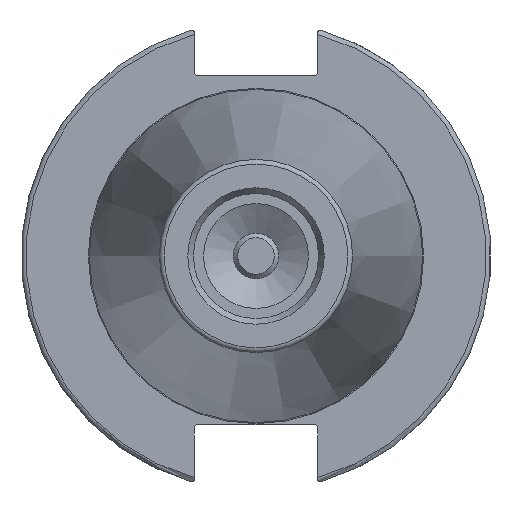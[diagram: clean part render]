
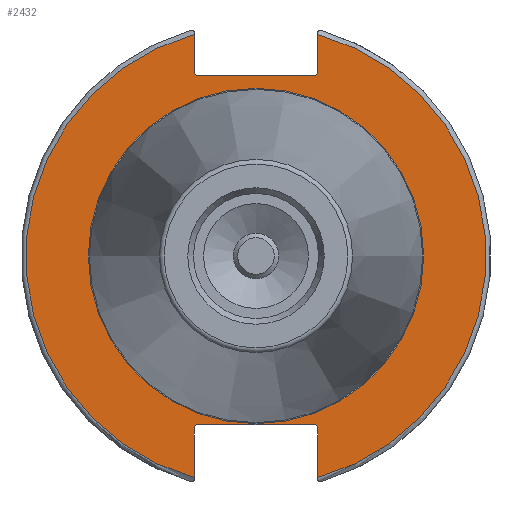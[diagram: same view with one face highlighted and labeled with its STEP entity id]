
A CAD part, left-side view. The second image highlights one B-rep face of the part: STEP entity #2432.
In plain terms, the highlighted planar face has unit normal (-1, 0, 0).
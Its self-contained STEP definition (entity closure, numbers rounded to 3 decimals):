
#563=FACE_BOUND('',#852,.T.);
#593=CIRCLE('',#2761,35.125);
#595=CIRCLE('',#2764,48.213);
#596=CIRCLE('',#2765,48.213);
#726=FACE_OUTER_BOUND('',#851,.T.);
#851=EDGE_LOOP('',(#1823,#1824,#1825,#1826,#1827,#1828,#1829,#1830,#1831,
#1832,#1833,#1834));
#852=EDGE_LOOP('',(#1835));
#988=LINE('',#3801,#1137);
#989=LINE('',#3803,#1138);
#990=LINE('',#3805,#1139);
#991=LINE('',#3807,#1140);
#992=LINE('',#3809,#1141);
#993=LINE('',#3813,#1142);
#994=LINE('',#3815,#1143);
#995=LINE('',#3817,#1144);
#996=LINE('',#3819,#1145);
#997=LINE('',#3820,#1146);
#1137=VECTOR('',#3099,10.);
#1138=VECTOR('',#3100,10.);
#1139=VECTOR('',#3101,10.);
#1140=VECTOR('',#3102,10.);
#1141=VECTOR('',#3103,10.);
#1142=VECTOR('',#3106,10.);
#1143=VECTOR('',#3107,10.);
#1144=VECTOR('',#3108,10.);
#1145=VECTOR('',#3109,10.);
#1146=VECTOR('',#3110,10.);
#1291=VERTEX_POINT('',#3792);
#1292=VERTEX_POINT('',#3797);
#1293=VERTEX_POINT('',#3798);
#1294=VERTEX_POINT('',#3800);
#1295=VERTEX_POINT('',#3802);
#1296=VERTEX_POINT('',#3804);
#1297=VERTEX_POINT('',#3806);
#1298=VERTEX_POINT('',#3808);
#1299=VERTEX_POINT('',#3810);
#1300=VERTEX_POINT('',#3812);
#1301=VERTEX_POINT('',#3814);
#1302=VERTEX_POINT('',#3816);
#1303=VERTEX_POINT('',#3818);
#1497=EDGE_CURVE('',#1291,#1291,#593,.T.);
#1499=EDGE_CURVE('',#1292,#1293,#595,.T.);
#1500=EDGE_CURVE('',#1292,#1294,#988,.T.);
#1501=EDGE_CURVE('',#1295,#1294,#989,.T.);
#1502=EDGE_CURVE('',#1295,#1296,#990,.T.);
#1503=EDGE_CURVE('',#1297,#1296,#991,.T.);
#1504=EDGE_CURVE('',#1297,#1298,#992,.T.);
#1505=EDGE_CURVE('',#1299,#1298,#596,.T.);
#1506=EDGE_CURVE('',#1299,#1300,#993,.T.);
#1507=EDGE_CURVE('',#1301,#1300,#994,.T.);
#1508=EDGE_CURVE('',#1301,#1302,#995,.T.);
#1509=EDGE_CURVE('',#1303,#1302,#996,.T.);
#1510=EDGE_CURVE('',#1303,#1293,#997,.T.);
#1823=ORIENTED_EDGE('',*,*,#1499,.F.);
#1824=ORIENTED_EDGE('',*,*,#1500,.T.);
#1825=ORIENTED_EDGE('',*,*,#1501,.F.);
#1826=ORIENTED_EDGE('',*,*,#1502,.T.);
#1827=ORIENTED_EDGE('',*,*,#1503,.F.);
#1828=ORIENTED_EDGE('',*,*,#1504,.T.);
#1829=ORIENTED_EDGE('',*,*,#1505,.F.);
#1830=ORIENTED_EDGE('',*,*,#1506,.T.);
#1831=ORIENTED_EDGE('',*,*,#1507,.F.);
#1832=ORIENTED_EDGE('',*,*,#1508,.T.);
#1833=ORIENTED_EDGE('',*,*,#1509,.F.);
#1834=ORIENTED_EDGE('',*,*,#1510,.T.);
#1835=ORIENTED_EDGE('',*,*,#1497,.F.);
#2361=PLANE('',#2763);
#2432=ADVANCED_FACE('',(#726,#563),#2361,.T.);
#2761=AXIS2_PLACEMENT_3D('',#3794,#3091,#3092);
#2763=AXIS2_PLACEMENT_3D('',#3796,#3095,#3096);
#2764=AXIS2_PLACEMENT_3D('',#3799,#3097,#3098);
#2765=AXIS2_PLACEMENT_3D('',#3811,#3104,#3105);
#3091=DIRECTION('center_axis',(-1.,0.,0.));
#3092=DIRECTION('ref_axis',(0.,-1.,0.));
#3095=DIRECTION('center_axis',(-1.,0.,0.));
#3096=DIRECTION('ref_axis',(0.,0.,1.));
#3097=DIRECTION('center_axis',(1.,0.,0.));
#3098=DIRECTION('ref_axis',(0.,-1.,0.));
#3099=DIRECTION('',(0.,0.,-1.));
#3100=DIRECTION('',(0.,-0.707,0.707));
#3101=DIRECTION('',(0.,1.,0.));
#3102=DIRECTION('',(0.,-0.707,-0.707));
#3103=DIRECTION('',(0.,0.,1.));
#3104=DIRECTION('center_axis',(1.,0.,0.));
#3105=DIRECTION('ref_axis',(0.,1.,0.));
#3106=DIRECTION('',(0.,0.,1.));
#3107=DIRECTION('',(0.,0.707,-0.707));
#3108=DIRECTION('',(0.,-1.,0.));
#3109=DIRECTION('',(0.,0.707,0.707));
#3110=DIRECTION('',(0.,0.,-1.));
#3792=CARTESIAN_POINT('',(3.175,0.,35.125));
#3794=CARTESIAN_POINT('Origin',(3.175,0.,0.));
#3796=CARTESIAN_POINT('Origin',(3.175,49.213,0.));
#3797=CARTESIAN_POINT('',(3.175,-12.95,46.441));
#3798=CARTESIAN_POINT('',(3.175,-12.95,-46.441));
#3799=CARTESIAN_POINT('Origin',(3.175,0.,0.));
#3800=CARTESIAN_POINT('',(3.175,-12.95,38.219));
#3801=CARTESIAN_POINT('',(3.175,-12.95,18.86));
#3802=CARTESIAN_POINT('',(3.175,-12.45,37.719));
#3803=CARTESIAN_POINT('',(3.175,12.27,12.999));
#3804=CARTESIAN_POINT('',(3.175,12.45,37.719));
#3805=CARTESIAN_POINT('',(3.175,24.606,37.719));
#3806=CARTESIAN_POINT('',(3.175,12.95,38.219));
#3807=CARTESIAN_POINT('',(3.175,12.336,37.605));
#3808=CARTESIAN_POINT('',(3.175,12.95,46.441));
#3809=CARTESIAN_POINT('',(3.175,12.95,18.86));
#3810=CARTESIAN_POINT('',(3.175,12.95,-46.441));
#3811=CARTESIAN_POINT('Origin',(3.175,0.,0.));
#3812=CARTESIAN_POINT('',(3.175,12.95,-35.806));
#3813=CARTESIAN_POINT('',(3.175,12.95,-17.653));
#3814=CARTESIAN_POINT('',(3.175,12.45,-35.306));
#3815=CARTESIAN_POINT('',(3.175,12.939,-35.795));
#3816=CARTESIAN_POINT('',(3.175,-12.45,-35.306));
#3817=CARTESIAN_POINT('',(3.175,24.606,-35.306));
#3818=CARTESIAN_POINT('',(3.175,-12.95,-35.806));
#3819=CARTESIAN_POINT('',(3.175,11.667,-11.189));
#3820=CARTESIAN_POINT('',(3.175,-12.95,-17.653));
